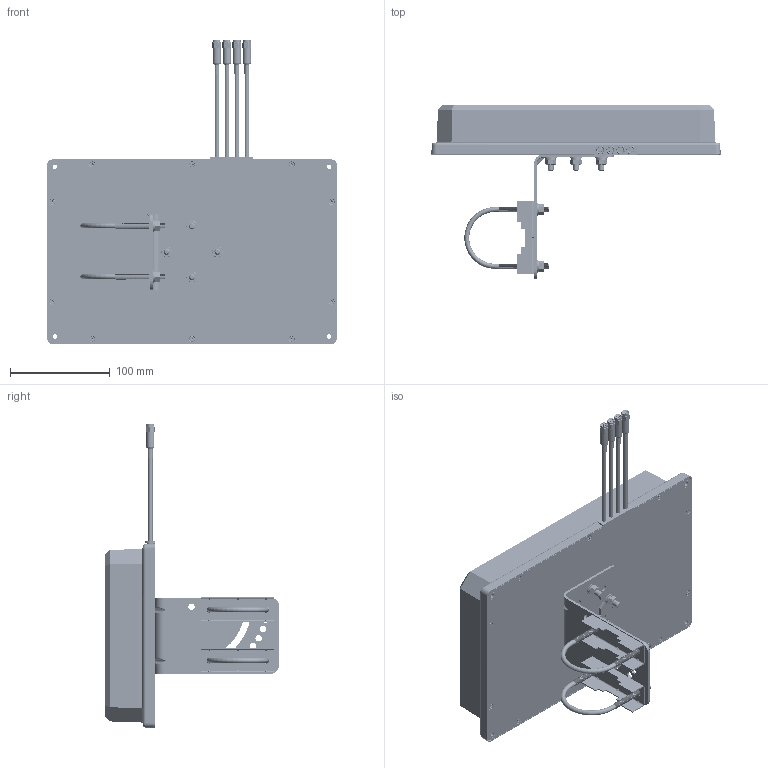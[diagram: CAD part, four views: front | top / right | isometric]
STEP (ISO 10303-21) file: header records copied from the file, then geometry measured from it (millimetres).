
FILE_DESCRIPTION (( 'STEP AP214' ), '1' );
FILE_NAME ('FMANFP1040_3D.step', '2023-02-23T00:57:13', ( '' ), ( '' ), 'SwSTEP 2.0', 'SolidWorks 2022', '' );
FILE_SCHEMA (( 'AUTOMOTIVE_DESIGN' ));
Length unit declared in the file: inch
Products named in the file (16): JM_TA_01.stp; JM_TA_03.stp; DIBAN123.stp; DIANPIAN_6X13X1.stp; CA-RG402-MA1_1" Long; LCANFP1040_WNCPB12006Y.stp; PE4003 ¦ SC7059; DIANLAN-698.stp; TANJIE_6.stp; HUTAO.stp; FMANFP1040_3D; JM_TA_ASM.stp; JM_TA_02.stp; WAIZHAO223.stp; KA3X10.stp; LUOMU_M6.stp
Assembly tree (53 placements, depth 4):
  FMANFP1040_3D
    LCANFP1040_WNCPB12006Y.stp
      JM_TA_ASM.stp
        JM_TA_01.stp
        JM_TA_02.stp  x2
        JM_TA_03.stp  x2
        DIANPIAN_6X13X1.stp  x4
        TANJIE_6.stp  x4
        LUOMU_M6.stp  x4
      WAIZHAO223.stp
      DIBAN123.stp
      DIANPIAN_6X13X1.stp  x4
      TANJIE_6.stp  x4
      LUOMU_M6.stp  x4
      HUTAO.stp
      DIANLAN-698.stp
      KA3X10.stp  x10
    PE4003 ¦ SC7059  x4
    CA-RG402-MA1_1" Long  x4
Bounding box: 290 x 175 x 304.71 mm (x, y, z)
Volume: 349216.1 mm3; surface area: 374929.5 mm2
Topology: 62 solids, 62 shells, 3026 faces, 7634 edges, 4778 vertices
Faces by surface type: cylinder 1250, plane 684, cone 524, bspline 398, torus 170
Entity records: 78487 total; most frequent: CARTESIAN_POINT 48711, ORIENTED_EDGE 6606, DIRECTION 5118, EDGE_CURVE 3303, VERTEX_POINT 2069, AXIS2_PLACEMENT_3D 1928, EDGE_LOOP 1440, FACE_OUTER_BOUND 1303
